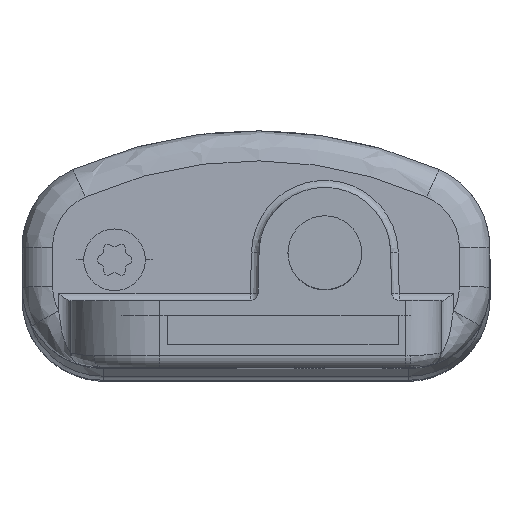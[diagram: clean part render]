
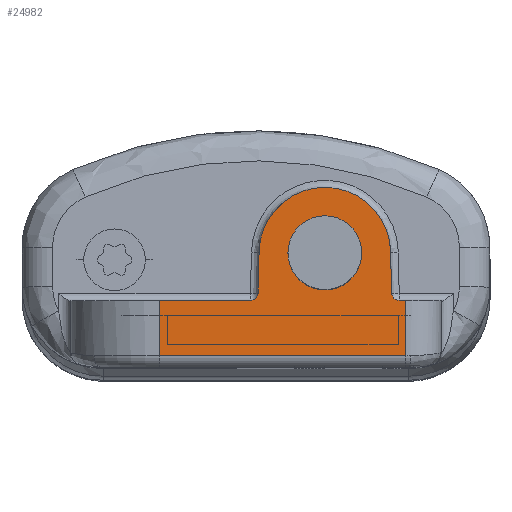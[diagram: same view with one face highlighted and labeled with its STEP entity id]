
A CAD part, top view. The second image highlights one B-rep face of the part: STEP entity #24982.
In plain terms, the highlighted planar face has unit normal (0, 0, 1).
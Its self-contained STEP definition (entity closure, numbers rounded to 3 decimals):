
#22263=CARTESIAN_POINT('',(4.5,5.5,36.8));
#22264=DIRECTION('',(0.,0.,-1.));
#22265=DIRECTION('',(1.,0.,0.));
#22266=AXIS2_PLACEMENT_3D('',#22263,#22264,#22265);
#22268=CARTESIAN_POINT('',(4.5,5.5,36.8));
#22269=DIRECTION('',(0.,0.,-1.));
#22270=DIRECTION('',(-1.,0.,0.));
#22271=AXIS2_PLACEMENT_3D('',#22268,#22269,#22270);
#22273=DIRECTION('',(0.,-1.,0.));
#22274=VECTOR('',#22273,3.6);
#22275=CARTESIAN_POINT('',(-6.3,2.4,36.8));
#22276=LINE('',#22275,#22274);
#22277=DIRECTION('',(-1.,0.,0.));
#22278=VECTOR('',#22277,5.936);
#22279=CARTESIAN_POINT('',(-0.364,2.4,36.8));
#22280=LINE('',#22279,#22278);
#22281=DIRECTION('',(-0.024,-1.,0.));
#22282=VECTOR('',#22281,2.716);
#22283=CARTESIAN_POINT('',(0.201,5.604,36.8));
#22284=LINE('',#22283,#22282);
#22285=CARTESIAN_POINT('',(4.5,5.5,36.8));
#22286=DIRECTION('',(0.,0.,1.));
#22287=DIRECTION('',(1.,0.024,0.));
#22288=AXIS2_PLACEMENT_3D('',#22285,#22286,#22287);
#22290=DIRECTION('',(-0.024,1.,0.));
#22291=VECTOR('',#22290,2.716);
#22292=CARTESIAN_POINT('',(8.864,2.888,36.8));
#22293=LINE('',#22292,#22291);
#22294=DIRECTION('',(-1.,0.,0.));
#22295=VECTOR('',#22294,0.436);
#22296=CARTESIAN_POINT('',(9.8,2.4,36.8));
#22297=LINE('',#22296,#22295);
#22298=DIRECTION('',(0.,1.,0.));
#22299=VECTOR('',#22298,3.6);
#22300=CARTESIAN_POINT('',(9.8,-1.2,36.8));
#22301=LINE('',#22300,#22299);
#22302=DIRECTION('',(1.,0.,0.));
#22303=VECTOR('',#22302,16.1);
#22304=CARTESIAN_POINT('',(-6.3,-1.2,36.8));
#22305=LINE('',#22304,#22303);
#23109=CARTESIAN_POINT('',(9.364,2.9,36.8));
#23110=DIRECTION('',(0.,0.,-1.));
#23111=DIRECTION('',(0.,-1.,0.));
#23112=AXIS2_PLACEMENT_3D('',#23109,#23110,#23111);
#23197=CARTESIAN_POINT('',(-0.364,2.9,36.8));
#23198=DIRECTION('',(0.,0.,-1.));
#23199=DIRECTION('',(1.,-0.024,0.));
#23200=AXIS2_PLACEMENT_3D('',#23197,#23198,#23199);
#24210=CARTESIAN_POINT('',(6.91,5.5,36.8));
#24211=CARTESIAN_POINT('',(2.09,5.5,36.8));
#24212=VERTEX_POINT('',#24210);
#24213=VERTEX_POINT('',#24211);
#24214=CARTESIAN_POINT('',(8.799,5.604,36.8));
#24215=CARTESIAN_POINT('',(0.201,5.604,36.8));
#24216=VERTEX_POINT('',#24214);
#24217=VERTEX_POINT('',#24215);
#24219=CARTESIAN_POINT('',(-6.3,2.4,36.8));
#24221=VERTEX_POINT('',#24219);
#24222=CARTESIAN_POINT('',(9.8,2.4,36.8));
#24224=VERTEX_POINT('',#24222);
#24226=CARTESIAN_POINT('',(-6.3,-1.2,36.8));
#24227=VERTEX_POINT('',#24226);
#24228=CARTESIAN_POINT('',(9.8,-1.2,36.8));
#24230=VERTEX_POINT('',#24228);
#24446=CARTESIAN_POINT('',(0.136,2.888,36.8));
#24447=VERTEX_POINT('',#24446);
#24448=CARTESIAN_POINT('',(8.864,2.888,36.8));
#24449=VERTEX_POINT('',#24448);
#24646=CARTESIAN_POINT('',(-0.364,2.4,36.8));
#24647=VERTEX_POINT('',#24646);
#24648=CARTESIAN_POINT('',(9.364,2.4,36.8));
#24649=VERTEX_POINT('',#24648);
#24951=CARTESIAN_POINT('',(0.,0.,36.8));
#24952=DIRECTION('',(0.,0.,1.));
#24953=DIRECTION('',(1.,0.,0.));
#24954=AXIS2_PLACEMENT_3D('',#24951,#24952,#24953);
#24955=PLANE('',#24954);
#24957=ORIENTED_EDGE('',*,*,#24956,.F.);
#24959=ORIENTED_EDGE('',*,*,#24958,.F.);
#24961=ORIENTED_EDGE('',*,*,#24960,.F.);
#24963=ORIENTED_EDGE('',*,*,#24962,.F.);
#24965=ORIENTED_EDGE('',*,*,#24964,.F.);
#24967=ORIENTED_EDGE('',*,*,#24966,.F.);
#24969=ORIENTED_EDGE('',*,*,#24968,.F.);
#24971=ORIENTED_EDGE('',*,*,#24970,.F.);
#24973=ORIENTED_EDGE('',*,*,#24972,.F.);
#24975=ORIENTED_EDGE('',*,*,#24974,.F.);
#24976=EDGE_LOOP('',(#24957,#24959,#24961,#24963,#24965,#24967,#24969,#24971,
#24973,#24975));
#24977=FACE_OUTER_BOUND('',#24976,.F.);
#24978=ORIENTED_EDGE('',*,*,#24933,.F.);
#24979=ORIENTED_EDGE('',*,*,#24946,.F.);
#24980=EDGE_LOOP('',(#24978,#24979));
#24981=FACE_BOUND('',#24980,.F.);
#24982=ADVANCED_FACE('',(#24977,#24981),#24955,.T.);
#22267=CIRCLE('',#22266,2.41);
#22272=CIRCLE('',#22271,2.41);
#22289=CIRCLE('',#22288,4.3);
#23113=CIRCLE('',#23112,0.5);
#23201=CIRCLE('',#23200,0.5);
#24933=EDGE_CURVE('',#24212,#24213,#22267,.T.);
#24946=EDGE_CURVE('',#24213,#24212,#22272,.T.);
#24956=EDGE_CURVE('',#24221,#24227,#22276,.T.);
#24958=EDGE_CURVE('',#24647,#24221,#22280,.T.);
#24960=EDGE_CURVE('',#24447,#24647,#23201,.T.);
#24962=EDGE_CURVE('',#24217,#24447,#22284,.T.);
#24964=EDGE_CURVE('',#24216,#24217,#22289,.T.);
#24966=EDGE_CURVE('',#24449,#24216,#22293,.T.);
#24968=EDGE_CURVE('',#24649,#24449,#23113,.T.);
#24970=EDGE_CURVE('',#24224,#24649,#22297,.T.);
#24972=EDGE_CURVE('',#24230,#24224,#22301,.T.);
#24974=EDGE_CURVE('',#24227,#24230,#22305,.T.);
